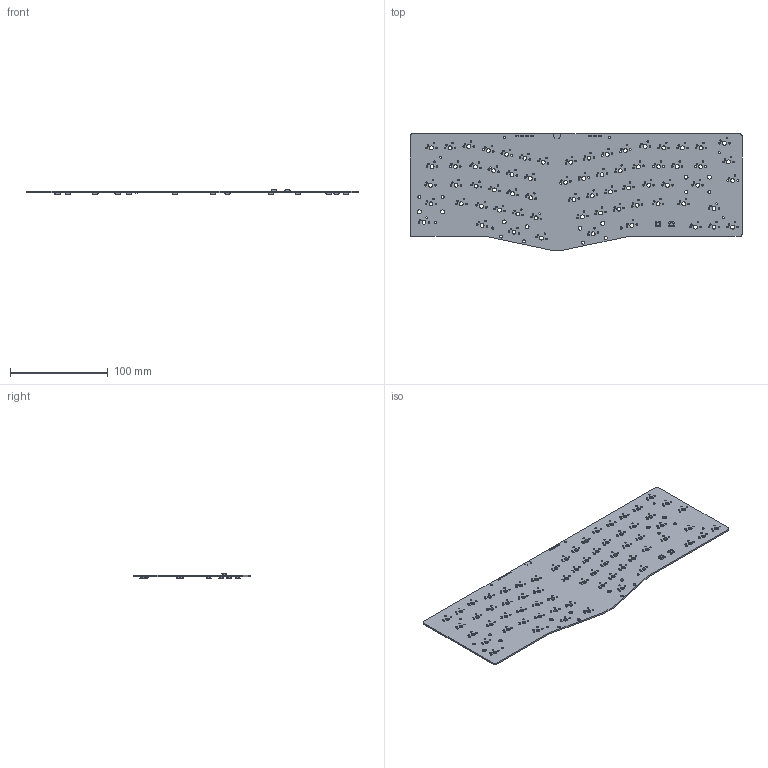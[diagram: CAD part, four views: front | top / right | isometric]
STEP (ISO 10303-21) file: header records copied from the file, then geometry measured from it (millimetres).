
FILE_DESCRIPTION(('KiCad electronic assembly'),'2;1');
FILE_NAME('arisu.step','2021-07-10T18:31:00',('An Author'),('A Company') ,'Open CASCADE STEP processor 6.9','KiCad to STEP converter','Unknown' );
FILE_SCHEMA(('AUTOMOTIVE_DESIGN { 1 0 10303 214 1 1 1 1 }'));
Length unit declared in the file: millimetre
Products named in the file (6): Open CASCADE STEP translator 6.9 1; LED_WS2812B_PLCC4_5.0x5.0mm_P3.2mm; SOLID; R_0805_2012Metric; COMPOUND
Assembly tree (20 placements, depth 3):
  Open CASCADE STEP translator 6.9 1
    LED_WS2812B_PLCC4_5.0x5.0mm_P3.2mm  x16
      SOLID
    R_0805_2012Metric
      SOLID
    COMPOUND
Bounding box: 339.09 x 118.69 x 4.9 mm (x, y, z)
Volume: 56620.9 mm3; surface area: 76941.4 mm2
Topology: 18 solids, 18 shells, 1511 faces, 4469 edges, 2946 vertices
Faces by surface type: plane 752, cylinder 743, cone 16
Full cylindrical faces by diameter (mm): 0.85 x2, 1 x14, 1.5 x134, 1.7 x134, 2.2 x8, 3.05 x8, 3.333 x16, 4 x75
Entity records: 40789 total; most frequent: CARTESIAN_POINT 10826, DIRECTION 5407, ORIENTED_EDGE 2908, PCURVE 2908, DEFINITIONAL_REPRESENTATION 2908, LINE 2714, VECTOR 2714, EDGE_CURVE 1454
